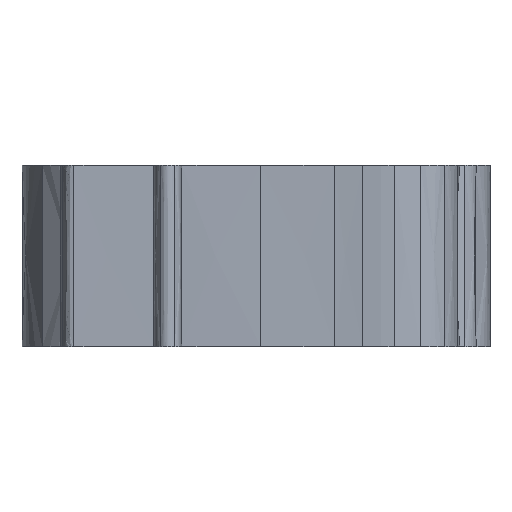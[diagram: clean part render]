
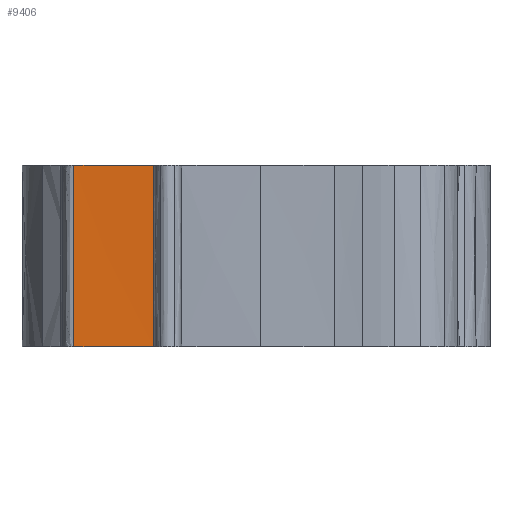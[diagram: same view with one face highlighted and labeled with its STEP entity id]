
A CAD part, left-side view. The second image highlights one B-rep face of the part: STEP entity #9406.
In plain terms, the highlighted face is a extrusion surface.
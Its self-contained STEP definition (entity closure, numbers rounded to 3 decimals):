
#3238 = PLANE('',#3239);
#3239 = AXIS2_PLACEMENT_3D('',#3240,#3241,#3242);
#3240 = CARTESIAN_POINT('',(-47.884,22.442,0.));
#3241 = DIRECTION('',(0.,0.,1.));
#3242 = DIRECTION('',(1.,0.,0.));
#6372 = PLANE('',#6373);
#6373 = AXIS2_PLACEMENT_3D('',#6374,#6375,#6376);
#6374 = CARTESIAN_POINT('',(-47.884,22.442,20.));
#6375 = DIRECTION('',(0.,0.,1.));
#6376 = DIRECTION('',(1.,0.,0.));
#7274 = VERTEX_POINT('',#7275);
#7275 = CARTESIAN_POINT('',(-47.295,34.311,0.));
#7289 = SURFACE_OF_LINEAR_EXTRUSION('',#7290,#7294);
#7290 = B_SPLINE_CURVE_WITH_KNOTS('',2,(#7291,#7292,#7293),
  .UNSPECIFIED.,.F.,.F.,(3,3),(0.,1.),.PIECEWISE_BEZIER_KNOTS.);
#7291 = CARTESIAN_POINT('',(-47.295,34.311,0.));
#7292 = CARTESIAN_POINT('',(-47.295,35.164,0.));
#7293 = CARTESIAN_POINT('',(-46.117,35.552,0.));
#7294 = VECTOR('',#7295,1.);
#7295 = DIRECTION('',(-0.,-0.,-1.));
#7303 = EDGE_CURVE('',#7304,#7274,#7306,.T.);
#7304 = VERTEX_POINT('',#7305);
#7305 = CARTESIAN_POINT('',(-47.531,25.545,0.));
#7306 = SURFACE_CURVE('',#7307,(#7311,#7318),.PCURVE_S1.);
#7307 = B_SPLINE_CURVE_WITH_KNOTS('',2,(#7308,#7309,#7310),
  .UNSPECIFIED.,.F.,.F.,(3,3),(0.,1.),.PIECEWISE_BEZIER_KNOTS.);
#7308 = CARTESIAN_POINT('',(-47.531,25.545,0.));
#7309 = CARTESIAN_POINT('',(-47.295,31.44,0.));
#7310 = CARTESIAN_POINT('',(-47.295,34.311,0.));
#7311 = PCURVE('',#3238,#7312);
#7312 = DEFINITIONAL_REPRESENTATION('',(#7313),#7317);
#7313 = B_SPLINE_CURVE_WITH_KNOTS('',2,(#7314,#7315,#7316),
  .UNSPECIFIED.,.F.,.F.,(3,3),(0.,1.),.PIECEWISE_BEZIER_KNOTS.);
#7314 = CARTESIAN_POINT('',(0.353,3.103));
#7315 = CARTESIAN_POINT('',(0.589,8.999));
#7316 = CARTESIAN_POINT('',(0.589,11.869));
#7317 = ( GEOMETRIC_REPRESENTATION_CONTEXT(2) 
PARAMETRIC_REPRESENTATION_CONTEXT() REPRESENTATION_CONTEXT('2D SPACE',''
  ) );
#7318 = PCURVE('',#7319,#7326);
#7319 = SURFACE_OF_LINEAR_EXTRUSION('',#7320,#7324);
#7320 = B_SPLINE_CURVE_WITH_KNOTS('',2,(#7321,#7322,#7323),
  .UNSPECIFIED.,.F.,.F.,(3,3),(0.,1.),.PIECEWISE_BEZIER_KNOTS.);
#7321 = CARTESIAN_POINT('',(-47.531,25.545,0.));
#7322 = CARTESIAN_POINT('',(-47.295,31.44,0.));
#7323 = CARTESIAN_POINT('',(-47.295,34.311,0.));
#7324 = VECTOR('',#7325,1.);
#7325 = DIRECTION('',(-0.,-0.,-1.));
#7326 = DEFINITIONAL_REPRESENTATION('',(#7327),#7331);
#7327 = LINE('',#7328,#7329);
#7328 = CARTESIAN_POINT('',(0.,0.));
#7329 = VECTOR('',#7330,1.);
#7330 = DIRECTION('',(1.,0.));
#7331 = ( GEOMETRIC_REPRESENTATION_CONTEXT(2) 
PARAMETRIC_REPRESENTATION_CONTEXT() REPRESENTATION_CONTEXT('2D SPACE',''
  ) );
#7347 = SURFACE_OF_LINEAR_EXTRUSION('',#7348,#7351);
#7348 = B_SPLINE_CURVE_WITH_KNOTS('',1,(#7349,#7350),.UNSPECIFIED.,.F.,
  .F.,(2,2),(0.,14.906),.PIECEWISE_BEZIER_KNOTS.);
#7349 = CARTESIAN_POINT('',(-52.715,25.545,0.));
#7350 = CARTESIAN_POINT('',(-47.531,25.545,0.));
#7351 = VECTOR('',#7352,1.);
#7352 = DIRECTION('',(-0.,-0.,-1.));
#8692 = VERTEX_POINT('',#8693);
#8693 = CARTESIAN_POINT('',(-47.295,34.311,20.));
#8714 = EDGE_CURVE('',#8715,#8692,#8717,.T.);
#8715 = VERTEX_POINT('',#8716);
#8716 = CARTESIAN_POINT('',(-47.531,25.545,20.));
#8717 = SURFACE_CURVE('',#8718,(#8722,#8729),.PCURVE_S1.);
#8718 = B_SPLINE_CURVE_WITH_KNOTS('',2,(#8719,#8720,#8721),
  .UNSPECIFIED.,.F.,.F.,(3,3),(0.,1.),.PIECEWISE_BEZIER_KNOTS.);
#8719 = CARTESIAN_POINT('',(-47.531,25.545,20.));
#8720 = CARTESIAN_POINT('',(-47.295,31.44,20.));
#8721 = CARTESIAN_POINT('',(-47.295,34.311,20.));
#8722 = PCURVE('',#6372,#8723);
#8723 = DEFINITIONAL_REPRESENTATION('',(#8724),#8728);
#8724 = B_SPLINE_CURVE_WITH_KNOTS('',2,(#8725,#8726,#8727),
  .UNSPECIFIED.,.F.,.F.,(3,3),(0.,1.),.PIECEWISE_BEZIER_KNOTS.);
#8725 = CARTESIAN_POINT('',(0.353,3.103));
#8726 = CARTESIAN_POINT('',(0.589,8.999));
#8727 = CARTESIAN_POINT('',(0.589,11.869));
#8728 = ( GEOMETRIC_REPRESENTATION_CONTEXT(2) 
PARAMETRIC_REPRESENTATION_CONTEXT() REPRESENTATION_CONTEXT('2D SPACE',''
  ) );
#8729 = PCURVE('',#7319,#8730);
#8730 = DEFINITIONAL_REPRESENTATION('',(#8731),#8735);
#8731 = LINE('',#8732,#8733);
#8732 = CARTESIAN_POINT('',(0.,-20.));
#8733 = VECTOR('',#8734,1.);
#8734 = DIRECTION('',(1.,0.));
#8735 = ( GEOMETRIC_REPRESENTATION_CONTEXT(2) 
PARAMETRIC_REPRESENTATION_CONTEXT() REPRESENTATION_CONTEXT('2D SPACE',''
  ) );
#9385 = EDGE_CURVE('',#7304,#8715,#9386,.T.);
#9386 = SURFACE_CURVE('',#9387,(#9391,#9398),.PCURVE_S1.);
#9387 = LINE('',#9388,#9389);
#9388 = CARTESIAN_POINT('',(-47.531,25.545,0.));
#9389 = VECTOR('',#9390,1.);
#9390 = DIRECTION('',(0.,0.,1.));
#9391 = PCURVE('',#7347,#9392);
#9392 = DEFINITIONAL_REPRESENTATION('',(#9393),#9397);
#9393 = LINE('',#9394,#9395);
#9394 = CARTESIAN_POINT('',(14.906,0.));
#9395 = VECTOR('',#9396,1.);
#9396 = DIRECTION('',(0.,-1.));
#9397 = ( GEOMETRIC_REPRESENTATION_CONTEXT(2) 
PARAMETRIC_REPRESENTATION_CONTEXT() REPRESENTATION_CONTEXT('2D SPACE',''
  ) );
#9398 = PCURVE('',#7319,#9399);
#9399 = DEFINITIONAL_REPRESENTATION('',(#9400),#9404);
#9400 = LINE('',#9401,#9402);
#9401 = CARTESIAN_POINT('',(0.,0.));
#9402 = VECTOR('',#9403,1.);
#9403 = DIRECTION('',(0.,-1.));
#9404 = ( GEOMETRIC_REPRESENTATION_CONTEXT(2) 
PARAMETRIC_REPRESENTATION_CONTEXT() REPRESENTATION_CONTEXT('2D SPACE',''
  ) );
#9406 = ADVANCED_FACE('',(#9407),#7319,.T.);
#9407 = FACE_BOUND('',#9408,.T.);
#9408 = EDGE_LOOP('',(#9409,#9410,#9411,#9432));
#9409 = ORIENTED_EDGE('',*,*,#9385,.T.);
#9410 = ORIENTED_EDGE('',*,*,#8714,.T.);
#9411 = ORIENTED_EDGE('',*,*,#9412,.F.);
#9412 = EDGE_CURVE('',#7274,#8692,#9413,.T.);
#9413 = SURFACE_CURVE('',#9414,(#9418,#9425),.PCURVE_S1.);
#9414 = LINE('',#9415,#9416);
#9415 = CARTESIAN_POINT('',(-47.295,34.311,0.));
#9416 = VECTOR('',#9417,1.);
#9417 = DIRECTION('',(0.,0.,1.));
#9418 = PCURVE('',#7319,#9419);
#9419 = DEFINITIONAL_REPRESENTATION('',(#9420),#9424);
#9420 = LINE('',#9421,#9422);
#9421 = CARTESIAN_POINT('',(1.,0.));
#9422 = VECTOR('',#9423,1.);
#9423 = DIRECTION('',(0.,-1.));
#9424 = ( GEOMETRIC_REPRESENTATION_CONTEXT(2) 
PARAMETRIC_REPRESENTATION_CONTEXT() REPRESENTATION_CONTEXT('2D SPACE',''
  ) );
#9425 = PCURVE('',#7289,#9426);
#9426 = DEFINITIONAL_REPRESENTATION('',(#9427),#9431);
#9427 = LINE('',#9428,#9429);
#9428 = CARTESIAN_POINT('',(0.,0.));
#9429 = VECTOR('',#9430,1.);
#9430 = DIRECTION('',(0.,-1.));
#9431 = ( GEOMETRIC_REPRESENTATION_CONTEXT(2) 
PARAMETRIC_REPRESENTATION_CONTEXT() REPRESENTATION_CONTEXT('2D SPACE',''
  ) );
#9432 = ORIENTED_EDGE('',*,*,#7303,.F.);
